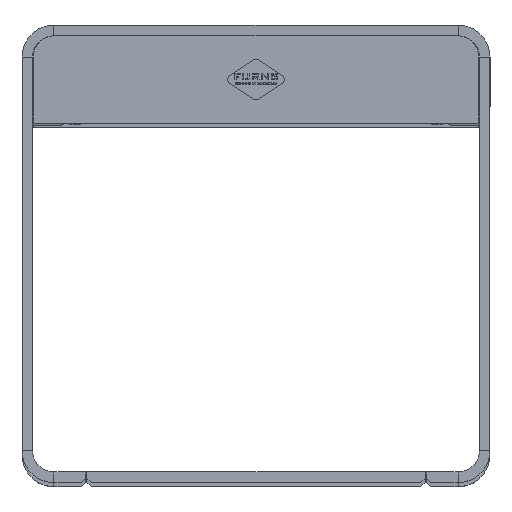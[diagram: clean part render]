
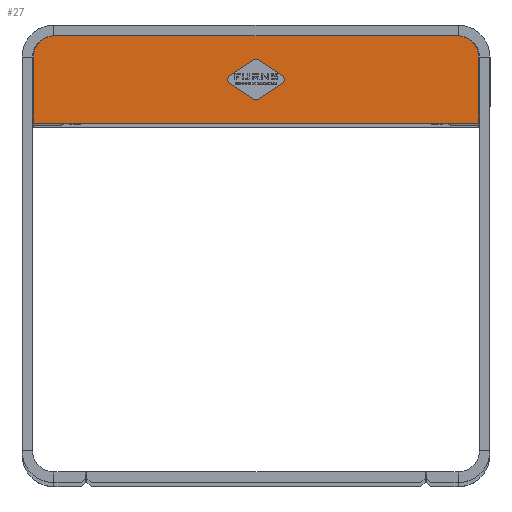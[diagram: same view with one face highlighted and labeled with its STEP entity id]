
A CAD part, top view. The second image highlights one B-rep face of the part: STEP entity #27.
In plain terms, the highlighted planar face has unit normal (0, 0, 1).
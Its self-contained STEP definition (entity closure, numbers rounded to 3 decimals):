
#27 = ADVANCED_FACE ( 'NONE', ( #9268 ), #15347, .F. ) ;
#46 = DIRECTION ( 'NONE',  ( 0., -1., 0. ) ) ;
#703 = CARTESIAN_POINT ( 'NONE',  ( -209.5, -41., 0. ) ) ;
#1049 = DIRECTION ( 'NONE',  ( 0., 0., -1. ) ) ;
#1192 = VECTOR ( 'NONE', #7025, 1000. ) ;
#1297 = CARTESIAN_POINT ( 'NONE',  ( -209.5, -41., 0. ) ) ;
#1815 = CARTESIAN_POINT ( 'NONE',  ( 189.5, 41., 0. ) ) ;
#2519 = EDGE_CURVE ( 'NONE', #14782, #14937, #18932, .T. ) ;
#3436 = EDGE_CURVE ( 'NONE', #14937, #13383, #17504, .T. ) ;
#3616 = CARTESIAN_POINT ( 'NONE',  ( -209.5, -41., 0. ) ) ;
#3727 = CARTESIAN_POINT ( 'NONE',  ( 189.5, 21., 0. ) ) ;
#3944 = EDGE_CURVE ( 'NONE', #4863, #12664, #8676, .T. ) ;
#4863 = VERTEX_POINT ( 'NONE', #1815 ) ;
#4873 = CIRCLE ( 'NONE', #7216, 20. ) ;
#4895 = DIRECTION ( 'NONE',  ( -1., 0., 0. ) ) ;
#6350 = CARTESIAN_POINT ( 'NONE',  ( 209.5, 21., 0. ) ) ;
#6519 = CARTESIAN_POINT ( 'NONE',  ( -189.5, 21., 0. ) ) ;
#6901 = ORIENTED_EDGE ( 'NONE', *, *, #2519, .T. ) ;
#7025 = DIRECTION ( 'NONE',  ( -1., 0., 0. ) ) ;
#7216 = AXIS2_PLACEMENT_3D ( 'NONE', #3727, #19190, #4895 ) ;
#8120 = CARTESIAN_POINT ( 'NONE',  ( -209.5, 21., 0. ) ) ;
#8360 = ORIENTED_EDGE ( 'NONE', *, *, #3944, .T. ) ;
#8569 = EDGE_CURVE ( 'NONE', #13383, #8878, #9501, .T. ) ;
#8676 = LINE ( 'NONE', #17897, #1192 ) ;
#8878 = VERTEX_POINT ( 'NONE', #6350 ) ;
#9132 = AXIS2_PLACEMENT_3D ( 'NONE', #6519, #9726, #10987 ) ;
#9268 = FACE_OUTER_BOUND ( 'NONE', #10440, .T. ) ;
#9501 = LINE ( 'NONE', #19000, #20128 ) ;
#9726 = DIRECTION ( 'NONE',  ( 0., 0., 1. ) ) ;
#9738 = CARTESIAN_POINT ( 'NONE',  ( -189.5, 41., 0. ) ) ;
#10440 = EDGE_LOOP ( 'NONE', ( #6901, #15508, #18542, #12676, #8360, #10667 ) ) ;
#10667 = ORIENTED_EDGE ( 'NONE', *, *, #13815, .T. ) ;
#10749 = DIRECTION ( 'NONE',  ( 0., 1., 0. ) ) ;
#10830 = CARTESIAN_POINT ( 'NONE',  ( 209.5, -41., 0. ) ) ;
#10987 = DIRECTION ( 'NONE',  ( -1., 0., 0. ) ) ;
#12143 = AXIS2_PLACEMENT_3D ( 'NONE', #16925, #1049, #18378 ) ;
#12664 = VERTEX_POINT ( 'NONE', #9738 ) ;
#12676 = ORIENTED_EDGE ( 'NONE', *, *, #20148, .T. ) ;
#13383 = VERTEX_POINT ( 'NONE', #10830 ) ;
#13815 = EDGE_CURVE ( 'NONE', #12664, #14782, #17150, .T. ) ;
#14782 = VERTEX_POINT ( 'NONE', #8120 ) ;
#14937 = VERTEX_POINT ( 'NONE', #703 ) ;
#15347 = PLANE ( 'NONE',  #12143 ) ;
#15508 = ORIENTED_EDGE ( 'NONE', *, *, #3436, .T. ) ;
#16925 = CARTESIAN_POINT ( 'NONE',  ( -189.5, 21., 0. ) ) ;
#17150 = CIRCLE ( 'NONE', #9132, 20. ) ;
#17504 = LINE ( 'NONE', #3616, #17524 ) ;
#17524 = VECTOR ( 'NONE', #18124, 1000. ) ;
#17897 = CARTESIAN_POINT ( 'NONE',  ( -189.5, 41., 0. ) ) ;
#18124 = DIRECTION ( 'NONE',  ( 1., 0., 0. ) ) ;
#18378 = DIRECTION ( 'NONE',  ( -1., 0., 0. ) ) ;
#18542 = ORIENTED_EDGE ( 'NONE', *, *, #8569, .T. ) ;
#18932 = LINE ( 'NONE', #1297, #19664 ) ;
#19000 = CARTESIAN_POINT ( 'NONE',  ( 209.5, -41., 0. ) ) ;
#19190 = DIRECTION ( 'NONE',  ( 0., 0., 1. ) ) ;
#19664 = VECTOR ( 'NONE', #46, 1000. ) ;
#20128 = VECTOR ( 'NONE', #10749, 1000. ) ;
#20148 = EDGE_CURVE ( 'NONE', #8878, #4863, #4873, .T. ) ;
